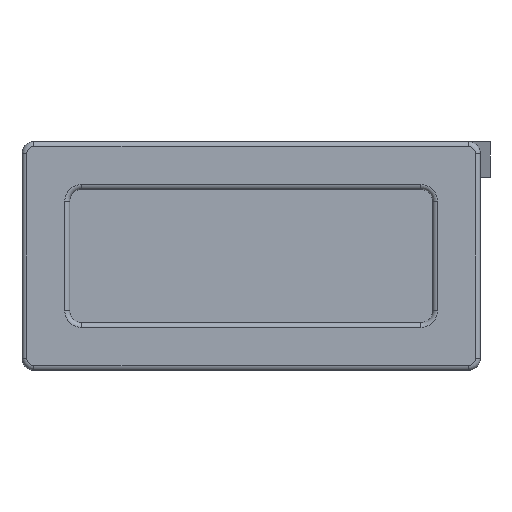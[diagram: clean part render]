
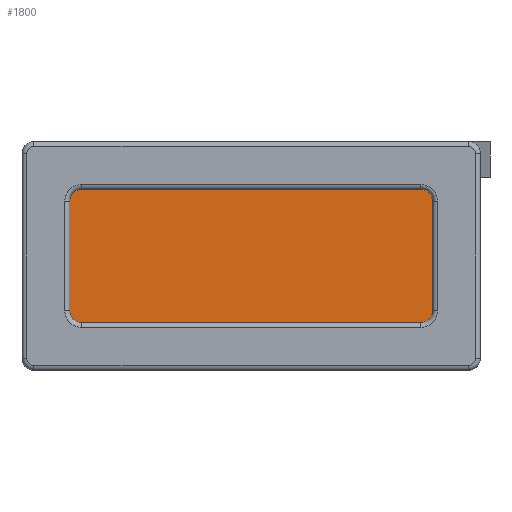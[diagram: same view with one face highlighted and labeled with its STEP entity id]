
A CAD part, front view. The second image highlights one B-rep face of the part: STEP entity #1800.
In plain terms, the highlighted planar face has unit normal (0, -1, 0).
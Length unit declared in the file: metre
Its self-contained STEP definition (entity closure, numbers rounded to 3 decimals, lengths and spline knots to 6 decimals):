
#332=ORIENTED_EDGE('',*,*,#863,.T.);
#333=ORIENTED_EDGE('',*,*,#864,.T.);
#334=ORIENTED_EDGE('',*,*,#828,.F.);
#335=ORIENTED_EDGE('',*,*,#767,.F.);
#767=EDGE_CURVE('',#1037,#1039,#1201,.T.);
#828=EDGE_CURVE('',#1039,#1093,#1249,.T.);
#863=EDGE_CURVE('',#1037,#1124,#1271,.T.);
#864=EDGE_CURVE('',#1124,#1093,#1272,.T.);
#1037=VERTEX_POINT('',#2808);
#1039=VERTEX_POINT('',#2811);
#1093=VERTEX_POINT('',#2930);
#1124=VERTEX_POINT('',#2999);
#1201=LINE('',#2810,#1346);
#1249=LINE('',#2929,#1394);
#1271=LINE('',#3000,#1416);
#1272=LINE('',#3002,#1417);
#1346=VECTOR('',#2177,1.);
#1394=VECTOR('',#2259,1.);
#1416=VECTOR('',#2315,1.);
#1417=VECTOR('',#2318,1.);
#1501=EDGE_LOOP('',(#332,#333,#334,#335));
#1635=FACE_BOUND('',#1501,.T.);
#1763=PLANE('',#1958);
#1800=ADVANCED_FACE('',(#1635),#1763,.F.);
#1958=AXIS2_PLACEMENT_3D('',#3001,#2316,#2317);
#2177=DIRECTION('',(-1.,0.,0.));
#2259=DIRECTION('',(0.,0.,1.));
#2315=DIRECTION('',(0.,0.,1.));
#2316=DIRECTION('',(0.,1.,0.));
#2317=DIRECTION('',(0.,0.,1.));
#2318=DIRECTION('',(-1.,0.,0.));
#2808=CARTESIAN_POINT('',(0.109538,0.014923,0.01016));
#2810=CARTESIAN_POINT('',(0.,0.014923,0.01016));
#2811=CARTESIAN_POINT('',(-0.109538,0.014923,0.01016));
#2929=CARTESIAN_POINT('',(-0.109538,0.014923,0.01016));
#2930=CARTESIAN_POINT('',(-0.109538,0.014923,0.11938));
#2999=CARTESIAN_POINT('',(0.109538,0.014923,0.11938));
#3000=CARTESIAN_POINT('',(0.109538,0.014923,0.01016));
#3001=CARTESIAN_POINT('',(0.,0.014923,0.01016));
#3002=CARTESIAN_POINT('',(-0.109538,0.014923,0.11938));
